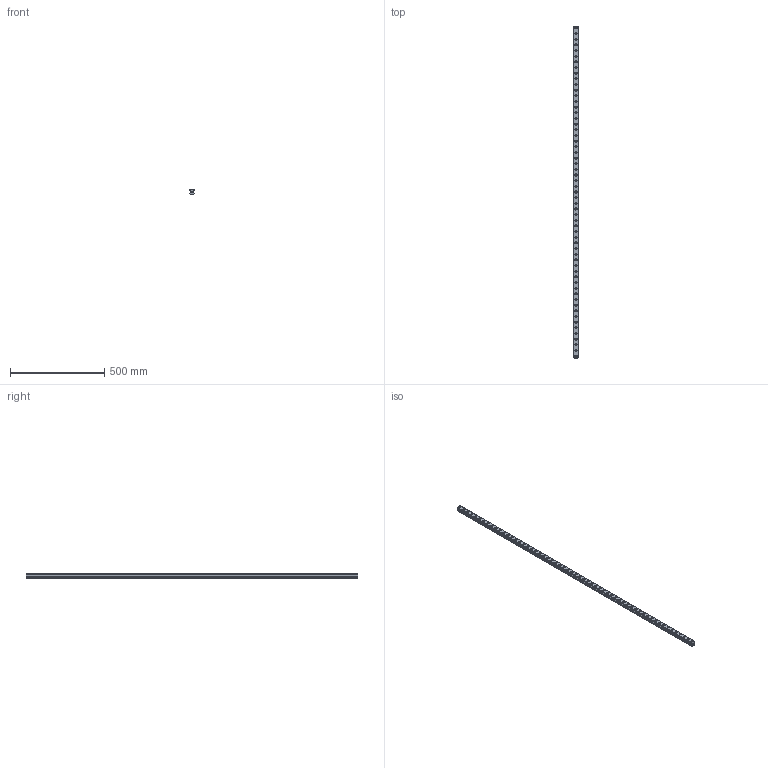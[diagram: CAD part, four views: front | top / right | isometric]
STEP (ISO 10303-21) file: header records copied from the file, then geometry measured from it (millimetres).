
FILE_DESCRIPTION(('STEP AP214'),'1');
FILE_NAME('cctmp_6F57C4E1-5D69-4AA9-9EAB-4C7A05C493B5_2021_03_10_11_51_25_0490..stp','2021-03-10T10:51:25',('HIWIN GmbH'),('CADClick - www.CADClick.com'),'Spatial InterOp 3D',' ','unknown authorization');
FILE_SCHEMA(('AUTOMOTIVE_DESIGN'));
Length unit declared in the file: millimetre
Products named in the file (1): RGR25R1760H_FILE
Bounding box: 23 x 1760 x 23.6 mm (x, y, z)
Volume: 705348 mm3; surface area: 219007.5 mm2
Topology: 1 solids, 1 shells, 648 faces, 1395 edges, 930 vertices
Faces by surface type: cylinder 372, plane 276
Entity records: 23131 total; most frequent: DIRECTION 3437, CARTESIAN_POINT 2974, ORIENTED_EDGE 2790, EDGE_CURVE 1395, AXIS2_PLACEMENT_3D 1393, VERTEX_POINT 930, EDGE_LOOP 829, CIRCLE 744
